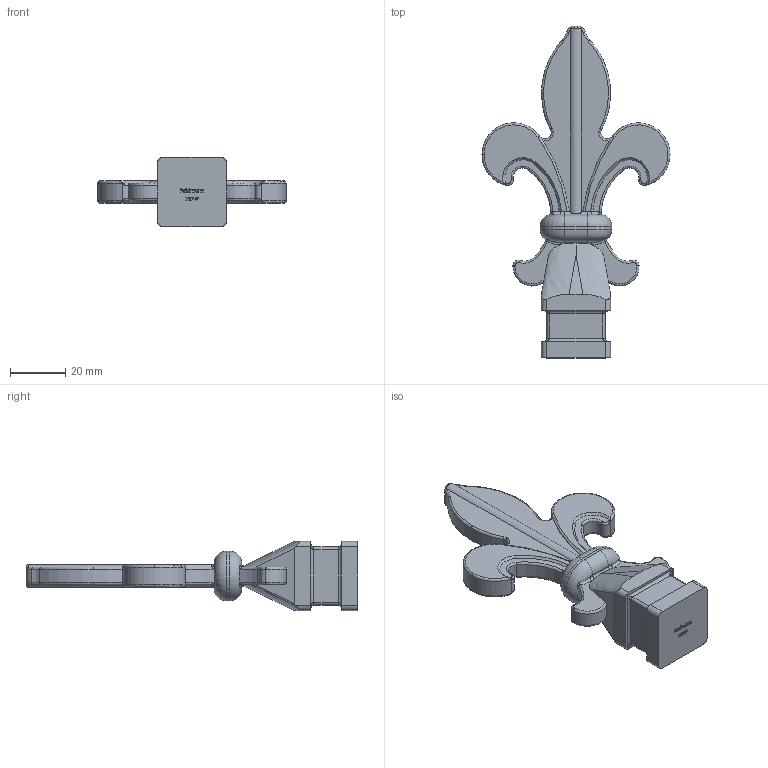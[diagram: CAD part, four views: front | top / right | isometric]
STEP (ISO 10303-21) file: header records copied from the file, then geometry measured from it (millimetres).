
FILE_DESCRIPTION (( 'STEP AP203' ), '1' );
FILE_NAME ('727-9.STEP', '2016-08-09T14:34:55', ( '' ), ( '' ), 'SwSTEP 2.0', 'SolidWorks 2015', '' );
FILE_SCHEMA (( 'CONFIG_CONTROL_DESIGN' ));
Length unit declared in the file: millimetre
Products named in the file (1): 727-9
Bounding box: 68 x 120 x 25 mm (x, y, z)
Volume: 38993.3 mm3; surface area: 12067.7 mm2
Topology: 1 solids, 1 shells, 406 faces, 1045 edges, 650 vertices
Faces by surface type: plane 150, bspline 102, torus 76, cylinder 68, cone 10
Entity records: 17014 total; most frequent: CARTESIAN_POINT 7863, ORIENTED_EDGE 2070, DIRECTION 1628, EDGE_CURVE 1035, VERTEX_POINT 650, AXIS2_PLACEMENT_3D 587, LINE 454, VECTOR 454
